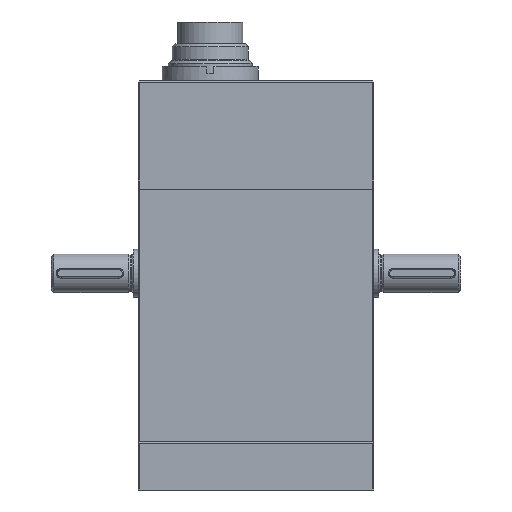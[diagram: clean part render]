
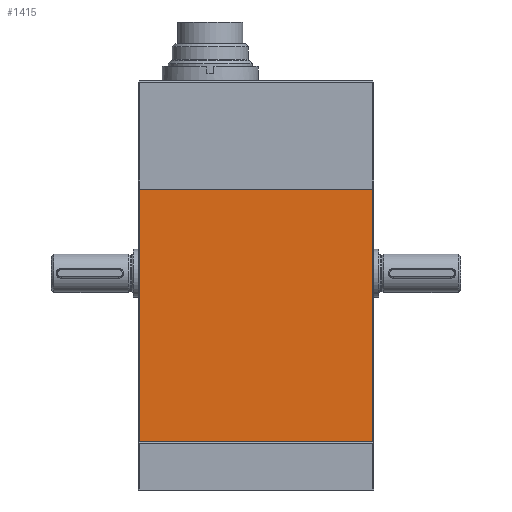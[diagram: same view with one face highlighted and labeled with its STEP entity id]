
A CAD part, left-side view. The second image highlights one B-rep face of the part: STEP entity #1415.
In plain terms, the highlighted planar face has unit normal (-1, 0, 0).
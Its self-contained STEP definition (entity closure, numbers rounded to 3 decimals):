
#1415 = ADVANCED_FACE( '', ( #2820 ), #2821, .F. );
#2820 = FACE_OUTER_BOUND( '', #4403, .T. );
#2821 = PLANE( '', #4404 );
#4403 = EDGE_LOOP( '', ( #6837, #6838, #6839, #6840 ) );
#4404 = AXIS2_PLACEMENT_3D( '', #6841, #6842, #6843 );
#6837 = ORIENTED_EDGE( '', *, *, #9010, .T. );
#6838 = ORIENTED_EDGE( '', *, *, #8974, .T. );
#6839 = ORIENTED_EDGE( '', *, *, #8744, .F. );
#6840 = ORIENTED_EDGE( '', *, *, #8245, .T. );
#6841 = CARTESIAN_POINT( '', ( -16., -24.5, 10. ) );
#6842 = DIRECTION( '', ( 1., 0., 0. ) );
#6843 = DIRECTION( '', ( 0., 0., -1. ) );
#8245 = EDGE_CURVE( '', #9408, #9405, #9409, .T. );
#8744 = EDGE_CURVE( '', #9408, #10224, #10225, .T. );
#8974 = EDGE_CURVE( '', #10549, #10224, #10554, .T. );
#9010 = EDGE_CURVE( '', #9405, #10549, #10599, .T. );
#9405 = VERTEX_POINT( '', #11091 );
#9408 = VERTEX_POINT( '', #11095 );
#9409 = LINE( '', #11096, #11097 );
#10224 = VERTEX_POINT( '', #12135 );
#10225 = LINE( '', #12136, #12137 );
#10549 = VERTEX_POINT( '', #12550 );
#10554 = LINE( '', #12558, #12559 );
#10599 = LINE( '', #12611, #12612 );
#11091 = CARTESIAN_POINT( '', ( -16., -24.2, 62.5 ) );
#11095 = CARTESIAN_POINT( '', ( -16., -24.2, 10. ) );
#11096 = CARTESIAN_POINT( '', ( -16., -24.2, 62.5 ) );
#11097 = VECTOR( '', #13135, 1000. );
#12135 = CARTESIAN_POINT( '', ( -16., 24.2, 10. ) );
#12136 = CARTESIAN_POINT( '', ( -16., -24.5, 10. ) );
#12137 = VECTOR( '', #13828, 1000. );
#12550 = CARTESIAN_POINT( '', ( -16., 24.2, 62.5 ) );
#12558 = CARTESIAN_POINT( '', ( -16., 24.2, 10. ) );
#12559 = VECTOR( '', #14135, 1000. );
#12611 = CARTESIAN_POINT( '', ( -16., -24.5, 62.5 ) );
#12612 = VECTOR( '', #14167, 1000. );
#13135 = DIRECTION( '', ( 0., 0., 1. ) );
#13828 = DIRECTION( '', ( 0., 1., 0. ) );
#14135 = DIRECTION( '', ( 0., 0., -1. ) );
#14167 = DIRECTION( '', ( 0., 1., 0. ) );
